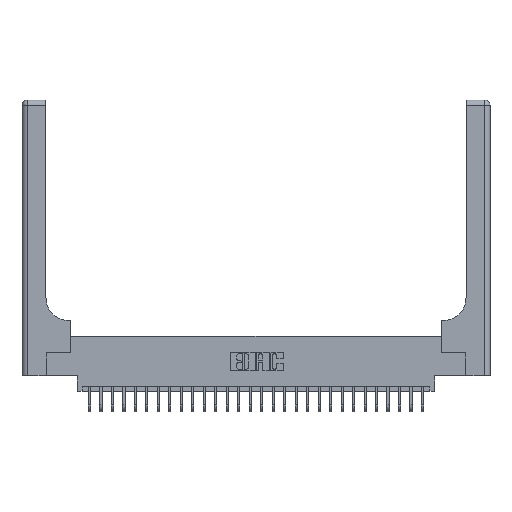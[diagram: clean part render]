
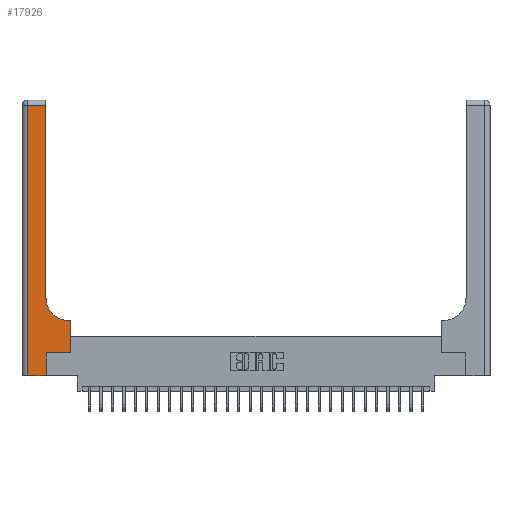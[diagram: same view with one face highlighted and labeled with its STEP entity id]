
A CAD part, top view. The second image highlights one B-rep face of the part: STEP entity #17926.
In plain terms, the highlighted planar face has unit normal (0, 0, 1).
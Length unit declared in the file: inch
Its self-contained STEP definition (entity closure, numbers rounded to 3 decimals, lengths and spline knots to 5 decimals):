
#23 = VERTEX_POINT ( 'NONE', #4538 ) ;
#176 = LINE ( 'NONE', #15183, #10778 ) ;
#394 = VERTEX_POINT ( 'NONE', #16604 ) ;
#830 = CIRCLE ( 'NONE', #22773, 0.25 ) ;
#2325 = DIRECTION ( 'NONE',  ( 0., 0., -1. ) ) ;
#2414 = VERTEX_POINT ( 'NONE', #5750 ) ;
#2628 = DIRECTION ( 'NONE',  ( 0., 1., 0. ) ) ;
#2853 = EDGE_CURVE ( 'NONE', #23, #12526, #176, .T. ) ;
#3152 = DIRECTION ( 'NONE',  ( 1., 0., 0. ) ) ;
#3686 = EDGE_CURVE ( 'NONE', #24097, #11627, #830, .T. ) ;
#4538 = CARTESIAN_POINT ( 'NONE',  ( 0.26, 2.94, 0.37 ) ) ;
#4984 = ORIENTED_EDGE ( 'NONE', *, *, #26497, .T. ) ;
#5103 = VECTOR ( 'NONE', #2628, 39.37008 ) ;
#5619 = ORIENTED_EDGE ( 'NONE', *, *, #10665, .T. ) ;
#5750 = CARTESIAN_POINT ( 'NONE',  ( 0.528, 0.6, 0.37 ) ) ;
#6697 = CARTESIAN_POINT ( 'NONE',  ( 0., 3., 0.37 ) ) ;
#6924 = CARTESIAN_POINT ( 'NONE',  ( 0., 0., 0.37 ) ) ;
#8256 = EDGE_CURVE ( 'NONE', #394, #21952, #12010, .T. ) ;
#8771 = DIRECTION ( 'NONE',  ( -1., 0., 0. ) ) ;
#8772 = VERTEX_POINT ( 'NONE', #15626 ) ;
#8995 = VECTOR ( 'NONE', #10814, 39.37008 ) ;
#9711 = ORIENTED_EDGE ( 'NONE', *, *, #3686, .T. ) ;
#10513 = VECTOR ( 'NONE', #19504, 39.37008 ) ;
#10665 = EDGE_CURVE ( 'NONE', #8772, #2414, #18809, .T. ) ;
#10751 = CARTESIAN_POINT ( 'NONE',  ( 0.265, 0.25, 0.37 ) ) ;
#10778 = VECTOR ( 'NONE', #12676, 39.37008 ) ;
#10814 = DIRECTION ( 'NONE',  ( -1., 0., 0. ) ) ;
#11017 = CARTESIAN_POINT ( 'NONE',  ( 0.26, 0.6, 0.37 ) ) ;
#11197 = CARTESIAN_POINT ( 'NONE',  ( 0.51, 0.85, 0.37 ) ) ;
#11231 = DIRECTION ( 'NONE',  ( 1., 0., 0. ) ) ;
#11627 = VERTEX_POINT ( 'NONE', #12861 ) ;
#12010 = LINE ( 'NONE', #18631, #22320 ) ;
#12526 = VERTEX_POINT ( 'NONE', #26042 ) ;
#12676 = DIRECTION ( 'NONE',  ( -1., 0., 0. ) ) ;
#12861 = CARTESIAN_POINT ( 'NONE',  ( 0.26, 0.85, 0.37 ) ) ;
#12949 = VECTOR ( 'NONE', #11231, 39.37008 ) ;
#13129 = CARTESIAN_POINT ( 'NONE',  ( 0.51, 0.6, 0.37 ) ) ;
#13221 = CARTESIAN_POINT ( 'NONE',  ( 0.06, 3., 0.37 ) ) ;
#14320 = CARTESIAN_POINT ( 'NONE',  ( 0.265, 0.25, 0.37 ) ) ;
#14387 = EDGE_CURVE ( 'NONE', #21952, #8772, #21757, .T. ) ;
#15183 = CARTESIAN_POINT ( 'NONE',  ( 0., 2.94, 0.37 ) ) ;
#15248 = DIRECTION ( 'NONE',  ( 0., 0., -1. ) ) ;
#15473 = DIRECTION ( 'NONE',  ( 0., 1., 0. ) ) ;
#15533 = ORIENTED_EDGE ( 'NONE', *, *, #2853, .T. ) ;
#15626 = CARTESIAN_POINT ( 'NONE',  ( 0.528, 0.25, 0.37 ) ) ;
#16351 = LINE ( 'NONE', #13221, #10513 ) ;
#16604 = CARTESIAN_POINT ( 'NONE',  ( 0.265, 0., 0.37 ) ) ;
#16753 = CARTESIAN_POINT ( 'NONE',  ( 0.06, 0., 0.37 ) ) ;
#16776 = LINE ( 'NONE', #22666, #5103 ) ;
#17757 = VECTOR ( 'NONE', #15473, 39.37008 ) ;
#17926 = ADVANCED_FACE ( 'NONE', ( #26049 ), #19489, .F. ) ;
#18349 = EDGE_CURVE ( 'NONE', #11627, #23, #16776, .T. ) ;
#18631 = CARTESIAN_POINT ( 'NONE',  ( 0.265, 0., 0.37 ) ) ;
#18809 = LINE ( 'NONE', #23743, #17757 ) ;
#19423 = ORIENTED_EDGE ( 'NONE', *, *, #28075, .T. ) ;
#19489 = PLANE ( 'NONE',  #27153 ) ;
#19504 = DIRECTION ( 'NONE',  ( 0., -1., 0. ) ) ;
#20571 = ORIENTED_EDGE ( 'NONE', *, *, #8256, .T. ) ;
#21757 = LINE ( 'NONE', #14320, #28242 ) ;
#21952 = VERTEX_POINT ( 'NONE', #10751 ) ;
#21958 = ORIENTED_EDGE ( 'NONE', *, *, #18349, .T. ) ;
#22320 = VECTOR ( 'NONE', #23758, 39.37008 ) ;
#22666 = CARTESIAN_POINT ( 'NONE',  ( 0.26, 3., 0.37 ) ) ;
#22773 = AXIS2_PLACEMENT_3D ( 'NONE', #11197, #15248, #24235 ) ;
#23444 = LINE ( 'NONE', #11017, #8995 ) ;
#23743 = CARTESIAN_POINT ( 'NONE',  ( 0.528, 0.25, 0.37 ) ) ;
#23758 = DIRECTION ( 'NONE',  ( 0., 1., 0. ) ) ;
#24097 = VERTEX_POINT ( 'NONE', #13129 ) ;
#24235 = DIRECTION ( 'NONE',  ( 1., 0., 0. ) ) ;
#24588 = LINE ( 'NONE', #6924, #12949 ) ;
#25204 = VERTEX_POINT ( 'NONE', #16753 ) ;
#26042 = CARTESIAN_POINT ( 'NONE',  ( 0.06, 2.94, 0.37 ) ) ;
#26049 = FACE_OUTER_BOUND ( 'NONE', #27567, .T. ) ;
#26299 = ORIENTED_EDGE ( 'NONE', *, *, #27787, .T. ) ;
#26497 = EDGE_CURVE ( 'NONE', #2414, #24097, #23444, .T. ) ;
#27153 = AXIS2_PLACEMENT_3D ( 'NONE', #6697, #2325, #8771 ) ;
#27241 = ORIENTED_EDGE ( 'NONE', *, *, #14387, .T. ) ;
#27567 = EDGE_LOOP ( 'NONE', ( #21958, #15533, #19423, #26299, #20571, #27241, #5619, #4984, #9711 ) ) ;
#27787 = EDGE_CURVE ( 'NONE', #25204, #394, #24588, .T. ) ;
#28075 = EDGE_CURVE ( 'NONE', #12526, #25204, #16351, .T. ) ;
#28242 = VECTOR ( 'NONE', #3152, 39.37008 ) ;
